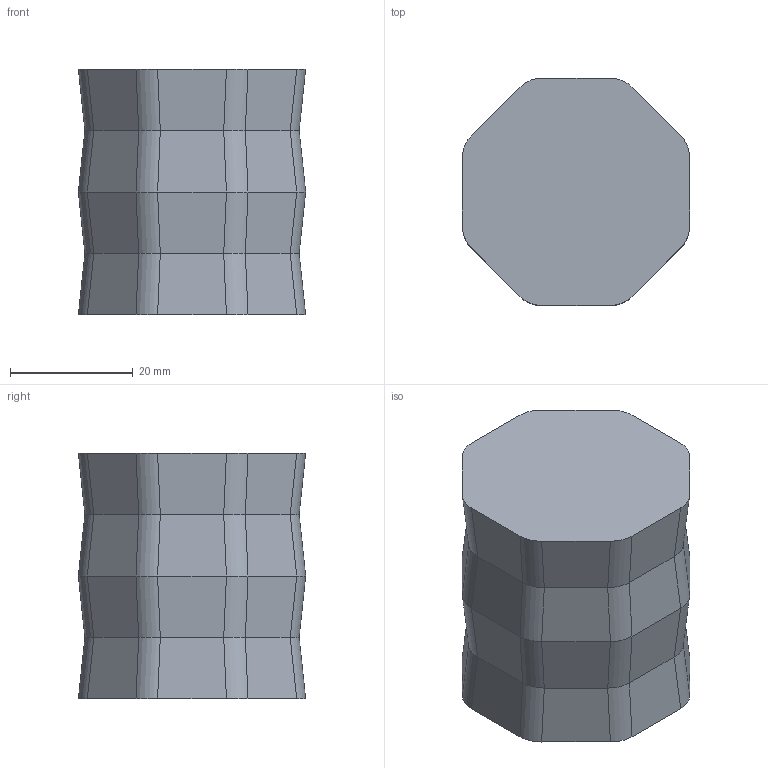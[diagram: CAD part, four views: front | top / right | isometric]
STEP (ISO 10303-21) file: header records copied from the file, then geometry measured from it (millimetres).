
FILE_DESCRIPTION(('FreeCAD Model'),'2;1');
FILE_NAME('Open CASCADE Shape Model','2025-02-19T21:04:40',(''),(''), 'Open CASCADE STEP processor 7.8','FreeCAD','Unknown');
FILE_SCHEMA(('AUTOMOTIVE_DESIGN { 1 0 10303 214 1 1 1 1 }'));
Length unit declared in the file: millimetre
Products named in the file (1): coffee-container
Bounding box: 36.96 x 36.96 x 40 mm (x, y, z)
Volume: 42559.3 mm3; surface area: 6971.4 mm2
Topology: 1 solids, 1 shells, 66 faces, 144 edges, 80 vertices
Faces by surface type: bspline 64, plane 2
Entity records: 6360 total; most frequent: CARTESIAN_POINT 4123, ORIENTED_EDGE 288, PCURVE 288, DEFINITIONAL_REPRESENTATION 288, B_SPLINE_CURVE_WITH_KNOTS 280, DIRECTION 158, LINE 152, VECTOR 152
